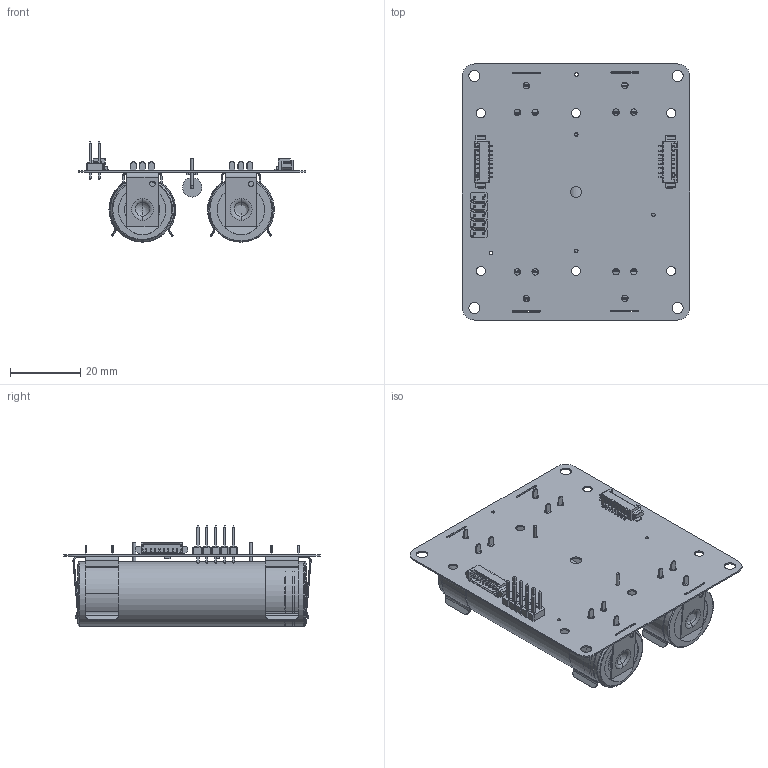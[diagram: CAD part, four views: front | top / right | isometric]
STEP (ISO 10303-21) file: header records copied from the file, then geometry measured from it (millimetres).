
FILE_DESCRIPTION(('Open CASCADE Model'),'2;1');
FILE_NAME('Open CASCADE Shape Model','2021-06-29T22:47:16',('Author'),( 'Open CASCADE'),'Open CASCADE STEP processor 6.8','Open CASCADE 6.8' ,'Unknown');
FILE_SCHEMA(('AUTOMOTIVE_DESIGN { 1 0 10303 214 1 1 1 1 }'));
Length unit declared in the file: millimetre
Products named in the file (22): PCB; Boardboard_layout; RTD2board_layout; 6349923392; term1; term2; body; RTD1board_layout; J_EPSboard_layout; 67996-x10_asm_RGB13421772; JHeaterboard_layout; User_Library-molex_53261_white_(6); J_RTDboard_layout; Heaterboard_layout; 6970999424; SimpleBody; Sweep1; Sweep2; BAT2board_layout; KEYELCO_54; Samsung_INR18650-29R; BAT1board_layout
Assembly tree (27 placements, depth 4):
  PCB
    Boardboard_layout
    RTD2board_layout
      6349923392
        term1
        term2
        body
    RTD1board_layout
      6349923392
        term1
        term2
        body
    J_EPSboard_layout
      67996-x10_asm_RGB13421772
    JHeaterboard_layout
      User_Library-molex_53261_white_(6)
    J_RTDboard_layout
      User_Library-molex_53261_white_(6)
    Heaterboard_layout
      6970999424
        SimpleBody
        Sweep1
        Sweep2
    BAT2board_layout
      KEYELCO_54  x2
      Samsung_INR18650-29R
    BAT1board_layout
      KEYELCO_54  x2
      Samsung_INR18650-29R
Bounding box: 64.82 x 73 x 28.58 mm (x, y, z)
Volume: 37031.1 mm3; surface area: 25879.6 mm2
Topology: 19 solids, 19 shells, 1710 faces, 5151 edges, 3647 vertices
Faces by surface type: plane 1229, cylinder 421, torus 33, sphere 16, cone 10, revolution 1
Full cylindrical faces by diameter (mm): 0.864 x4, 1 x3, 1.05 x2, 1.1 x10, 1.83 x12, 2.6 x6, 3 x2, 3.2 x5, 5.537 x1, 10 x2, 13.5 x4, 17.08 x2, 18.32 x2, 18.38 x4
Entity records: 45106 total; most frequent: CARTESIAN_POINT 13153, ORIENTED_EDGE 5562, DIRECTION 4740, EDGE_CURVE 2781, VERTEX_POINT 1951, LINE 1937, VECTOR 1937, AXIS2_PLACEMENT_3D 1401
